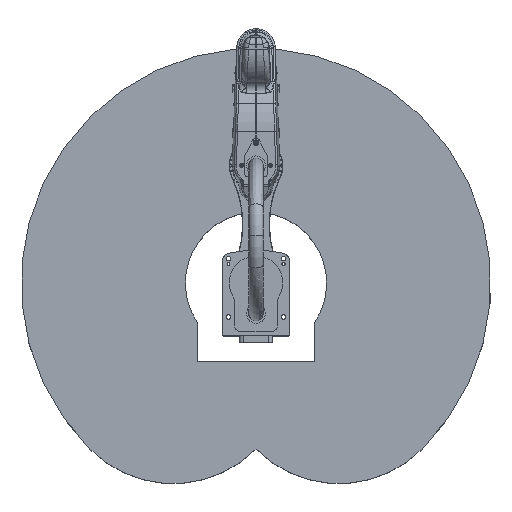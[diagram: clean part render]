
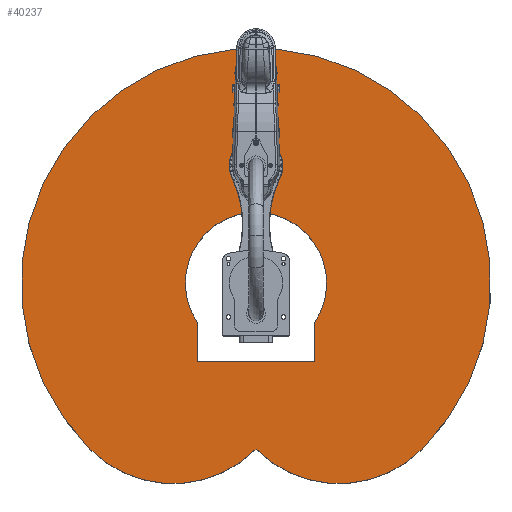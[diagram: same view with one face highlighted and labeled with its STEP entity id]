
A CAD part, top view. The second image highlights one B-rep face of the part: STEP entity #40237.
In plain terms, the highlighted planar face has unit normal (0, 0, 1).
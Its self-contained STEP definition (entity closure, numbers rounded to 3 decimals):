
#1472=FACE_BOUND('',#12580,.T.);
#4175=LINE('',#89575,#6649);
#4179=LINE('',#89582,#6653);
#4182=LINE('',#89588,#6656);
#6649=VECTOR('',#55535,10.);
#6653=VECTOR('',#55541,10.);
#6656=VECTOR('',#55546,10.);
#7628=PLANE('',#44772);
#9924=FACE_OUTER_BOUND('',#12579,.T.);
#12579=EDGE_LOOP('',(#35415,#35416,#35417));
#12580=EDGE_LOOP('',(#35418,#35419,#35420,#35421));
#14597=CIRCLE('',#44773,350.);
#14598=CIRCLE('',#44774,700.);
#14599=CIRCLE('',#44775,350.);
#14600=CIRCLE('',#44776,210.494);
#18873=VERTEX_POINT('',#89572);
#18874=VERTEX_POINT('',#89574);
#18876=VERTEX_POINT('',#89580);
#18878=VERTEX_POINT('',#89586);
#18879=VERTEX_POINT('',#89590);
#18880=VERTEX_POINT('',#89591);
#18881=VERTEX_POINT('',#89593);
#24386=EDGE_CURVE('',#18874,#18873,#4175,.T.);
#24390=EDGE_CURVE('',#18873,#18876,#4179,.T.);
#24393=EDGE_CURVE('',#18876,#18878,#4182,.T.);
#24394=EDGE_CURVE('',#18879,#18880,#14597,.T.);
#24395=EDGE_CURVE('',#18880,#18881,#14598,.T.);
#24396=EDGE_CURVE('',#18881,#18879,#14599,.T.);
#24397=EDGE_CURVE('',#18878,#18874,#14600,.T.);
#35415=ORIENTED_EDGE('',*,*,#24394,.T.);
#35416=ORIENTED_EDGE('',*,*,#24395,.T.);
#35417=ORIENTED_EDGE('',*,*,#24396,.T.);
#35418=ORIENTED_EDGE('',*,*,#24386,.T.);
#35419=ORIENTED_EDGE('',*,*,#24390,.T.);
#35420=ORIENTED_EDGE('',*,*,#24393,.T.);
#35421=ORIENTED_EDGE('',*,*,#24397,.T.);
#40237=ADVANCED_FACE('',(#9924,#1472),#7628,.T.);
#44772=AXIS2_PLACEMENT_3D('',#89589,#55547,#55548);
#44773=AXIS2_PLACEMENT_3D('',#89592,#55549,#55550);
#44774=AXIS2_PLACEMENT_3D('',#89594,#55551,#55552);
#44775=AXIS2_PLACEMENT_3D('',#89595,#55553,#55554);
#44776=AXIS2_PLACEMENT_3D('',#89596,#55555,#55556);
#55535=DIRECTION('',(-1.,0.,0.));
#55541=DIRECTION('',(0.,1.,0.));
#55546=DIRECTION('',(1.,0.,0.));
#55547=DIRECTION('center_axis',(0.,0.,1.));
#55548=DIRECTION('ref_axis',(1.,0.,0.));
#55549=DIRECTION('center_axis',(0.,0.,1.));
#55550=DIRECTION('ref_axis',(0.707,-0.707,0.));
#55551=DIRECTION('center_axis',(0.,0.,1.));
#55552=DIRECTION('ref_axis',(0.707,0.707,0.));
#55553=DIRECTION('center_axis',(0.,0.,1.));
#55554=DIRECTION('ref_axis',(0.707,-0.707,0.));
#55555=DIRECTION('center_axis',(0.,0.,-1.));
#55556=DIRECTION('ref_axis',(-1.,0.,0.));
#89572=CARTESIAN_POINT('',(-233.,-175.,200.));
#89574=CARTESIAN_POINT('',(-116.973,-175.,200.));
#89575=CARTESIAN_POINT('',(45.953,-175.,200.));
#89580=CARTESIAN_POINT('',(-233.,175.,200.));
#89582=CARTESIAN_POINT('',(-233.,-87.5,200.));
#89586=CARTESIAN_POINT('',(-116.973,175.,200.));
#89588=CARTESIAN_POINT('',(-108.047,175.,200.));
#89589=CARTESIAN_POINT('Origin',(16.906,0.,
200.));
#89590=CARTESIAN_POINT('',(-494.975,0.,200.));
#89591=CARTESIAN_POINT('',(-494.975,-494.975,200.));
#89592=CARTESIAN_POINT('Origin',(-247.487,-247.487,200.));
#89593=CARTESIAN_POINT('',(-494.975,494.975,200.));
#89594=CARTESIAN_POINT('Origin',(0.,0.,200.));
#89595=CARTESIAN_POINT('Origin',(-247.487,247.487,200.));
#89596=CARTESIAN_POINT('Origin',(0.,0.,200.));
